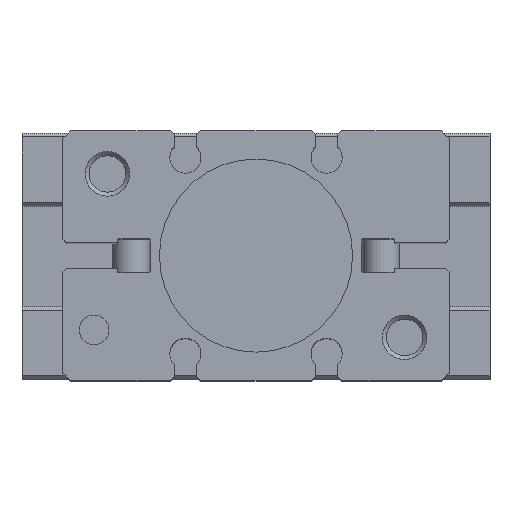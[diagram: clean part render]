
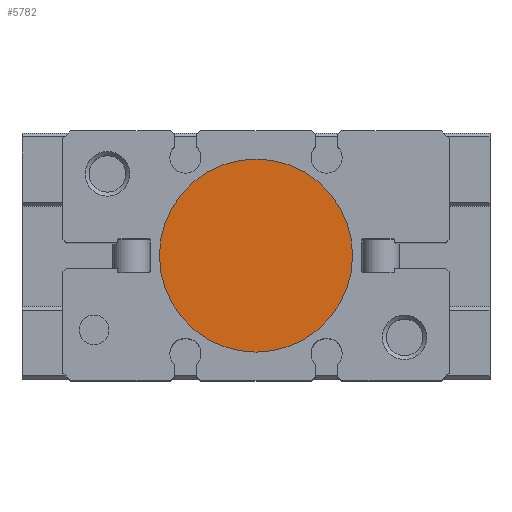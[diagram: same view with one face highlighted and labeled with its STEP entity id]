
A CAD part, top view. The second image highlights one B-rep face of the part: STEP entity #5782.
In plain terms, the highlighted face is planar.
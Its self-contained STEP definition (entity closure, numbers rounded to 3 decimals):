
#1295=PLANE('',#6229);
#1926=ORIENTED_EDGE('',*,*,#3366,.F.);
#3366=EDGE_CURVE('',#4106,#4106,#4550,.T.);
#4106=VERTEX_POINT('',#8965);
#4550=CIRCLE('',#6228,13.);
#4861=EDGE_LOOP('',(#1926));
#5293=FACE_BOUND('',#4861,.T.);
#5782=ADVANCED_FACE('',(#5293),#1295,.F.);
#6228=AXIS2_PLACEMENT_3D('',#8964,#7209,#7210);
#6229=AXIS2_PLACEMENT_3D('',#8966,#7211,#7212);
#7209=DIRECTION('',(0.,0.,1.));
#7210=DIRECTION('',(1.,0.,0.));
#7211=DIRECTION('',(0.,0.,1.));
#7212=DIRECTION('',(1.,0.,0.));
#8964=CARTESIAN_POINT('',(0.,0.,-60.1));
#8965=CARTESIAN_POINT('',(13.,0.,-60.1));
#8966=CARTESIAN_POINT('',(0.,0.,-60.1));
